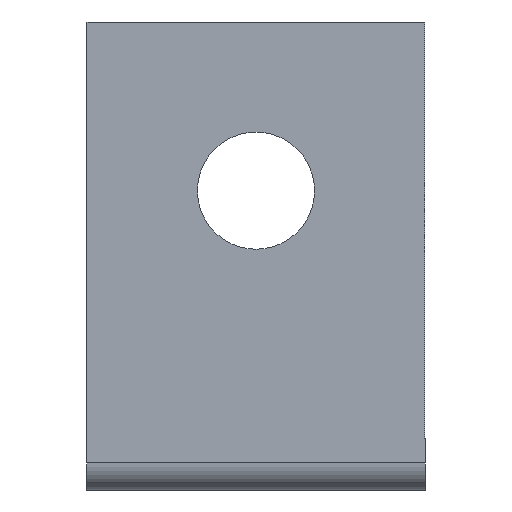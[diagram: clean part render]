
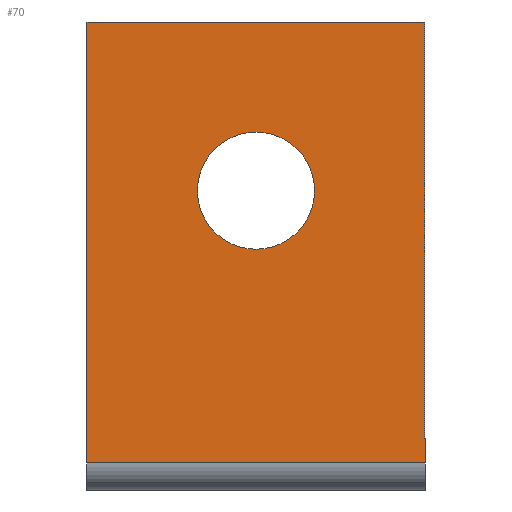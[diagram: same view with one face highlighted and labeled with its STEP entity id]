
A CAD part, left-side view. The second image highlights one B-rep face of the part: STEP entity #70.
In plain terms, the highlighted planar face has unit normal (-1, 0, 0).
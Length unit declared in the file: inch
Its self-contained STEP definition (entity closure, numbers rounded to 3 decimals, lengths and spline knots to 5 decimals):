
#70=ADVANCED_FACE('',(#150,#151),#152,.T.);
#150=FACE_OUTER_BOUND('',#267,.T.);
#151=FACE_BOUND('',#268,.T.);
#152=PLANE('',#269);
#267=EDGE_LOOP('',(#458,#459,#460,#461,#462,#463));
#268=EDGE_LOOP('',(#464,#465,#466,#467));
#269=AXIS2_PLACEMENT_3D('',#468,#469,#470);
#458=ORIENTED_EDGE('',*,*,#632,.F.);
#459=ORIENTED_EDGE('',*,*,#625,.T.);
#460=ORIENTED_EDGE('',*,*,#633,.T.);
#461=ORIENTED_EDGE('',*,*,#634,.T.);
#462=ORIENTED_EDGE('',*,*,#635,.T.);
#463=ORIENTED_EDGE('',*,*,#597,.F.);
#464=ORIENTED_EDGE('',*,*,#615,.T.);
#465=ORIENTED_EDGE('',*,*,#577,.T.);
#466=ORIENTED_EDGE('',*,*,#636,.T.);
#467=ORIENTED_EDGE('',*,*,#619,.T.);
#468=CARTESIAN_POINT('',(0.0,0.40625,0.0));
#469=DIRECTION('',(-1.0,-0.0,0.0));
#470=DIRECTION('',(0.0,-1.0,-0.0));
#577=EDGE_CURVE('',#672,#673,#674,.T.);
#597=EDGE_CURVE('',#705,#707,#708,.T.);
#615=EDGE_CURVE('',#738,#672,#739,.T.);
#619=EDGE_CURVE('',#744,#738,#745,.T.);
#625=EDGE_CURVE('',#754,#752,#755,.T.);
#632=EDGE_CURVE('',#754,#705,#764,.T.);
#633=EDGE_CURVE('',#752,#765,#766,.T.);
#634=EDGE_CURVE('',#765,#767,#768,.T.);
#635=EDGE_CURVE('',#767,#707,#769,.T.);
#636=EDGE_CURVE('',#673,#744,#770,.T.);
#672=VERTEX_POINT('',#813);
#673=VERTEX_POINT('',#814);
#674=B_SPLINE_CURVE_WITH_KNOTS('',3,(#815,#816,#817,#818),.UNSPECIFIED.,.F.,.F.,(4,4),(-1.0,-0.0),.UNSPECIFIED.);
#705=VERTEX_POINT('',#859);
#707=VERTEX_POINT('',#861);
#708=LINE('',#862,#863);
#738=VERTEX_POINT('',#924);
#739=B_SPLINE_CURVE_WITH_KNOTS('',3,(#925,#926,#927,#928),.UNSPECIFIED.,.F.,.F.,(4,4),(-1.0,-0.0),.UNSPECIFIED.);
#744=VERTEX_POINT('',#937);
#745=B_SPLINE_CURVE_WITH_KNOTS('',3,(#938,#939,#940,#941),.UNSPECIFIED.,.F.,.F.,(4,4),(-1.0,-0.0),.UNSPECIFIED.);
#752=VERTEX_POINT('',#953);
#754=VERTEX_POINT('',#956);
#755=LINE('',#957,#958);
#764=LINE('',#972,#973);
#765=VERTEX_POINT('',#974);
#766=LINE('',#975,#976);
#767=VERTEX_POINT('',#977);
#768=LINE('',#978,#979);
#769=LINE('',#980,#981);
#770=B_SPLINE_CURVE_WITH_KNOTS('',3,(#982,#983,#984,#985),.UNSPECIFIED.,.F.,.F.,(4,4),(-1.0,-0.0),.UNSPECIFIED.);
#813=CARTESIAN_POINT('',(0.0,0.26563,0.71956));
#814=CARTESIAN_POINT('',(0.0,0.40628,0.57891));
#815=CARTESIAN_POINT('',(0.0,0.26563,0.71956));
#816=CARTESIAN_POINT('',(0.0,0.26563,0.64187));
#817=CARTESIAN_POINT('',(0.0,0.32859,0.57891));
#818=CARTESIAN_POINT('',(0.0,0.40628,0.57891));
#859=CARTESIAN_POINT('',(0.0,0.81251,0.065));
#861=CARTESIAN_POINT('',(0.0,0.81251,1.125));
#862=CARTESIAN_POINT('',(0.0,0.81251,0.0));
#863=VECTOR('',#1090,1.0);
#924=CARTESIAN_POINT('',(0.0,0.40628,0.86027));
#925=CARTESIAN_POINT('',(0.0,0.40628,0.86027));
#926=CARTESIAN_POINT('',(0.0,0.32859,0.86027));
#927=CARTESIAN_POINT('',(0.0,0.26563,0.79727));
#928=CARTESIAN_POINT('',(0.0,0.26563,0.71956));
#937=CARTESIAN_POINT('',(0.0,0.54695,0.71956));
#938=CARTESIAN_POINT('',(0.0,0.54695,0.71956));
#939=CARTESIAN_POINT('',(0.0,0.54695,0.79727));
#940=CARTESIAN_POINT('',(0.0,0.48398,0.86027));
#941=CARTESIAN_POINT('',(0.0,0.40628,0.86027));
#953=CARTESIAN_POINT('',(0.0,0.0,0.125));
#956=CARTESIAN_POINT('',(0.0,0.0,0.065));
#957=CARTESIAN_POINT('',(0.0,0.0,0.0));
#958=VECTOR('',#1102,1.0);
#972=CARTESIAN_POINT('',(0.0,0.40625,0.065));
#973=VECTOR('',#1108,1.0);
#974=CARTESIAN_POINT('',(0.0,0.00001,0.125));
#975=CARTESIAN_POINT('',(0.0,0.0,0.125));
#976=VECTOR('',#1109,1.0);
#977=CARTESIAN_POINT('',(0.0,0.00001,1.125));
#978=CARTESIAN_POINT('',(0.0,0.00001,0.0));
#979=VECTOR('',#1110,1.0);
#980=CARTESIAN_POINT('',(0.0,0.00001,1.125));
#981=VECTOR('',#1111,1.0);
#982=CARTESIAN_POINT('',(0.0,0.40628,0.57891));
#983=CARTESIAN_POINT('',(0.0,0.48398,0.57891));
#984=CARTESIAN_POINT('',(0.0,0.54695,0.64187));
#985=CARTESIAN_POINT('',(0.0,0.54695,0.71956));
#1090=DIRECTION('',(0.0,0.0,1.0));
#1102=DIRECTION('',(0.0,0.0,1.0));
#1108=DIRECTION('',(0.0,1.0,-0.0));
#1109=DIRECTION('',(0.0,1.0,0.0));
#1110=DIRECTION('',(0.0,0.0,1.0));
#1111=DIRECTION('',(0.0,1.0,0.0));
